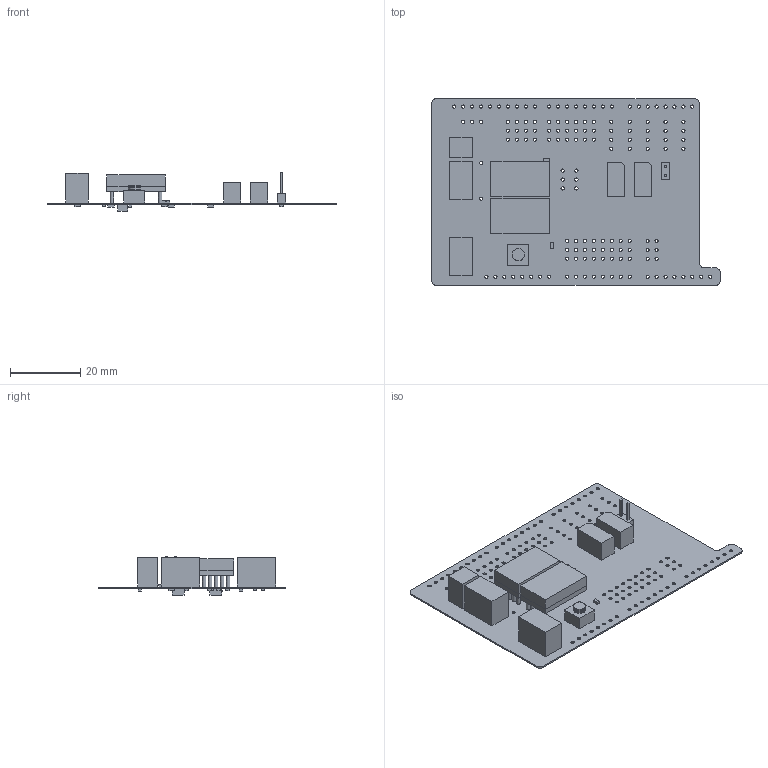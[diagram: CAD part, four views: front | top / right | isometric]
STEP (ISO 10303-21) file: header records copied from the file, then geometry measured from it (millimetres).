
FILE_DESCRIPTION(('Open CASCADE Model'),'2;1');
FILE_NAME('Open CASCADE Shape Model','2024-04-04T09:40:23',('Author'),( 'Open CASCADE'),'Open CASCADE STEP processor 7.5','Open CASCADE 7.5' ,'Unknown');
FILE_SCHEMA(('AUTOMOTIVE_DESIGN { 1 0 10303 214 1 1 1 1 }'));
Length unit declared in the file: millimetre
Products named in the file (61): PCB; Board; Open CASCADE STEP translator 7.5 5.1.1; P13; 5758466656; Extruded; FE3; 5758543632; FE2; FE1; S1; 5758464816; 5758465776; P10; 5758466016; R6; 5758459936; P9; P8; 7214052384; P7; J1; 5758465456; 5760691056; C4; 5758543152; C3; C1; 5758460096; C2; R1; R2; R3; 5758460256; R4; R5; U1; 6216006496; Cylinder; 5760700016 ...
Assembly tree (87 placements, depth 4):
  PCB
    Board
      Open CASCADE STEP translator 7.5 5.1.1
    P13
      5758466656
        Extruded
    FE3
      5758543632
        Extruded
    FE2
      5758543632
        Extruded
    FE1
      5758543632
        Extruded
    S1
      5758464816
        Extruded
      5758465776
        Extruded
    P10
      5758466016
        Extruded
    R6
      5758459936
        Extruded
    P9
      5758466016
        Extruded
    P8
      7214052384
        Extruded
    P7
      7214052384
        Extruded
    J1
      5758465456  x2
        Extruded
      5760691056
        Extruded
    C4
      5758543152
        Extruded
    C3
      5758543152
        Extruded
    C1
      5758460096
        Extruded
    C2
      5758460096
        Extruded
    R1
      5758459936
        Extruded
    R2
      5758459936
        Extruded
    R3
      5758460256
Bounding box: 82 x 53 x 10.91 mm (x, y, z)
Volume: 5543 mm3; surface area: 12332.2 mm2
Topology: 44 solids, 44 shells, 455 faces, 1101 edges, 734 vertices
Faces by surface type: plane 264, cylinder 191
Full cylindrical faces by diameter (mm): 0.8 x6, 0.85 x2, 0.9 x141, 1 x24, 1.1 x12
Entity records: 12254 total; most frequent: DIRECTION 2029, CARTESIAN_POINT 1832, ORIENTED_EDGE 1710, EDGE_CURVE 855, AXIS2_PLACEMENT_3D 767, FACE_BOUND 665, EDGE_LOOP 665, VERTEX_POINT 570
